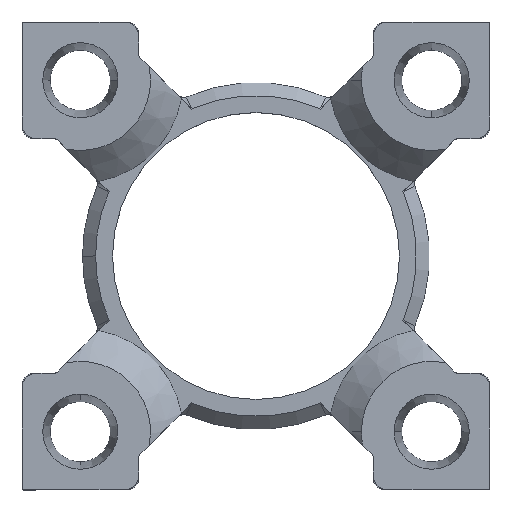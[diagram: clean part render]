
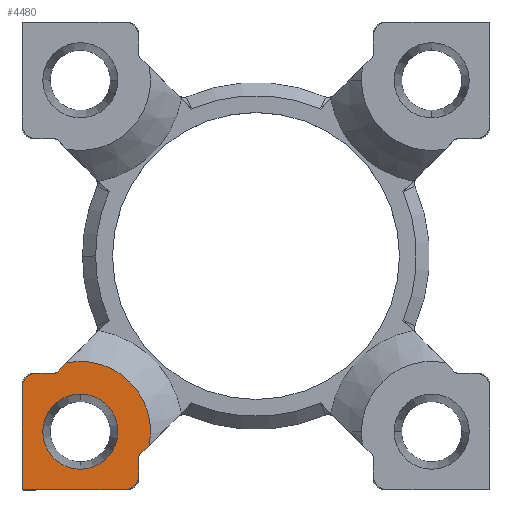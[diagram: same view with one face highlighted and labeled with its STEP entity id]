
A CAD part, top view. The second image highlights one B-rep face of the part: STEP entity #4480.
In plain terms, the highlighted planar face has unit normal (0, 0, 1).
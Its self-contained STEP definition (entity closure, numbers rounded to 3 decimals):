
#11 = VERTEX_POINT ( 'NONE', #1013 ) ;
#61 = CARTESIAN_POINT ( 'NONE',  ( -8.903, -15.231, 5.318 ) ) ;
#115 = EDGE_CURVE ( 'NONE', #4141, #1265, #467, .T. ) ;
#150 = CARTESIAN_POINT ( 'NONE',  ( -3.164, 3.164, 5.318 ) ) ;
#265 = ORIENTED_EDGE ( 'NONE', *, *, #3705, .T. ) ;
#319 = PLANE ( 'NONE',  #3819 ) ;
#323 = DIRECTION ( 'NONE',  ( 0., 1., 0. ) ) ;
#334 = CARTESIAN_POINT ( 'NONE',  ( -17.937, -17.81, 5.318 ) ) ;
#390 = CARTESIAN_POINT ( 'NONE',  ( -10.114, -16.81, 5.318 ) ) ;
#435 = LINE ( 'NONE', #150, #4550 ) ;
#438 = CARTESIAN_POINT ( 'NONE',  ( -10.114, -17.937, 5.318 ) ) ;
#467 = CIRCLE ( 'NONE', #965, 1.127 ) ;
#480 = DIRECTION ( 'NONE',  ( 0.707, 0.707, 0. ) ) ;
#542 = DIRECTION ( 'NONE',  ( 0., 0., -1. ) ) ;
#574 = CARTESIAN_POINT ( 'NONE',  ( 0., -17.937, 5.318 ) ) ;
#597 = VERTEX_POINT ( 'NONE', #768 ) ;
#611 = CARTESIAN_POINT ( 'NONE',  ( -15.435, -8.987, 5.318 ) ) ;
#620 = DIRECTION ( 'NONE',  ( 0., 0., 1. ) ) ;
#649 = ORIENTED_EDGE ( 'NONE', *, *, #883, .T. ) ;
#692 = ORIENTED_EDGE ( 'NONE', *, *, #4458, .F. ) ;
#768 = CARTESIAN_POINT ( 'NONE',  ( -14.521, -8.193, 5.318 ) ) ;
#842 = VECTOR ( 'NONE', #2086, 1000. ) ;
#883 = EDGE_CURVE ( 'NONE', #11, #2979, #5153, .T. ) ;
#956 = FACE_BOUND ( 'NONE', #1058, .T. ) ;
#965 = AXIS2_PLACEMENT_3D ( 'NONE', #3897, #4851, #2262 ) ;
#1013 = CARTESIAN_POINT ( 'NONE',  ( -15.231, -8.903, 5.318 ) ) ;
#1014 = ORIENTED_EDGE ( 'NONE', *, *, #115, .T. ) ;
#1028 = ORIENTED_EDGE ( 'NONE', *, *, #2826, .T. ) ;
#1058 = EDGE_LOOP ( 'NONE', ( #4406, #692 ) ) ;
#1092 = CARTESIAN_POINT ( 'NONE',  ( -15.435, -8.7, 5.318 ) ) ;
#1121 = ORIENTED_EDGE ( 'NONE', *, *, #4831, .T. ) ;
#1151 = DIRECTION ( 'NONE',  ( 1., 0., 0. ) ) ;
#1212 = AXIS2_PLACEMENT_3D ( 'NONE', #3918, #1860, #323 ) ;
#1265 = VERTEX_POINT ( 'NONE', #2416 ) ;
#1271 = CIRCLE ( 'NONE', #1212, 0.287 ) ;
#1283 = EDGE_CURVE ( 'NONE', #1312, #2127, #3564, .T. ) ;
#1287 = DIRECTION ( 'NONE',  ( 0., 1., 0. ) ) ;
#1312 = VERTEX_POINT ( 'NONE', #438 ) ;
#1340 = LINE ( 'NONE', #6222, #6421 ) ;
#1408 = CARTESIAN_POINT ( 'NONE',  ( -17.81, -17.937, 5.318 ) ) ;
#1417 = VERTEX_POINT ( 'NONE', #61 ) ;
#1447 = DIRECTION ( 'NONE',  ( 0., 1., 0. ) ) ;
#1516 = VERTEX_POINT ( 'NONE', #3695 ) ;
#1520 = DIRECTION ( 'NONE',  ( 0., 1., 0. ) ) ;
#1860 = DIRECTION ( 'NONE',  ( 0., 0., -1. ) ) ;
#1869 = CARTESIAN_POINT ( 'NONE',  ( -13.47, -10.589, 5.318 ) ) ;
#1950 = AXIS2_PLACEMENT_3D ( 'NONE', #5738, #620, #2676 ) ;
#2086 = DIRECTION ( 'NONE',  ( 0., -1., 0. ) ) ;
#2103 = VECTOR ( 'NONE', #1151, 1000. ) ;
#2127 = VERTEX_POINT ( 'NONE', #3140 ) ;
#2262 = DIRECTION ( 'NONE',  ( 0., 1., 0. ) ) ;
#2330 = CARTESIAN_POINT ( 'NONE',  ( -13.47, -13.47, 5.318 ) ) ;
#2416 = CARTESIAN_POINT ( 'NONE',  ( -17.937, -10.114, 5.318 ) ) ;
#2425 = ORIENTED_EDGE ( 'NONE', *, *, #5635, .T. ) ;
#2441 = ORIENTED_EDGE ( 'NONE', *, *, #5876, .T. ) ;
#2466 = DIRECTION ( 'NONE',  ( 0., 0., 1. ) ) ;
#2547 = EDGE_CURVE ( 'NONE', #3245, #6174, #3107, .T. ) ;
#2620 = ORIENTED_EDGE ( 'NONE', *, *, #6314, .T. ) ;
#2676 = DIRECTION ( 'NONE',  ( 0., 1., 0. ) ) ;
#2763 = VERTEX_POINT ( 'NONE', #1408 ) ;
#2824 = CARTESIAN_POINT ( 'NONE',  ( -8.987, -15.435, 5.318 ) ) ;
#2826 = EDGE_CURVE ( 'NONE', #3880, #2763, #3258, .T. ) ;
#2828 = CARTESIAN_POINT ( 'NONE',  ( -8.987, 0., 5.318 ) ) ;
#2878 = LINE ( 'NONE', #5195, #842 ) ;
#2979 = VERTEX_POINT ( 'NONE', #611 ) ;
#3098 = CARTESIAN_POINT ( 'NONE',  ( -17.81, -17.81, 5.318 ) ) ;
#3107 = CIRCLE ( 'NONE', #4760, 2.881 ) ;
#3116 = EDGE_CURVE ( 'NONE', #11, #597, #435, .T. ) ;
#3140 = CARTESIAN_POINT ( 'NONE',  ( -8.987, -16.81, 5.318 ) ) ;
#3245 = VERTEX_POINT ( 'NONE', #1869 ) ;
#3250 = VECTOR ( 'NONE', #1287, 1000. ) ;
#3258 = CIRCLE ( 'NONE', #4489, 0.127 ) ;
#3275 = FACE_OUTER_BOUND ( 'NONE', #3563, .T. ) ;
#3449 = CIRCLE ( 'NONE', #5687, 5.381 ) ;
#3457 = EDGE_CURVE ( 'NONE', #1417, #1516, #4715, .T. ) ;
#3558 = CARTESIAN_POINT ( 'NONE',  ( -13.47, -16.352, 5.318 ) ) ;
#3563 = EDGE_LOOP ( 'NONE', ( #1121, #6695, #5209, #6178, #649, #2425, #1014, #2441, #1028, #2620, #4642, #265 ) ) ;
#3564 = CIRCLE ( 'NONE', #5088, 1.127 ) ;
#3588 = DIRECTION ( 'NONE',  ( -1., 0., 0. ) ) ;
#3695 = CARTESIAN_POINT ( 'NONE',  ( -8.193, -14.521, 5.318 ) ) ;
#3705 = EDGE_CURVE ( 'NONE', #2127, #6505, #5528, .T. ) ;
#3819 = AXIS2_PLACEMENT_3D ( 'NONE', #4430, #6423, #6461 ) ;
#3854 = DIRECTION ( 'NONE',  ( 0., 1., 0. ) ) ;
#3880 = VERTEX_POINT ( 'NONE', #334 ) ;
#3897 = CARTESIAN_POINT ( 'NONE',  ( -16.81, -10.114, 5.318 ) ) ;
#3918 = CARTESIAN_POINT ( 'NONE',  ( -8.699, -15.435, 5.318 ) ) ;
#4035 = EDGE_CURVE ( 'NONE', #1516, #597, #3449, .T. ) ;
#4141 = VERTEX_POINT ( 'NONE', #6538 ) ;
#4156 = CARTESIAN_POINT ( 'NONE',  ( -8.903, -15.231, 5.318 ) ) ;
#4406 = ORIENTED_EDGE ( 'NONE', *, *, #2547, .F. ) ;
#4424 = DIRECTION ( 'NONE',  ( 0.707, 0.707, 0. ) ) ;
#4430 = CARTESIAN_POINT ( 'NONE',  ( 0., 0., 5.318 ) ) ;
#4458 = EDGE_CURVE ( 'NONE', #6174, #3245, #6134, .T. ) ;
#4480 = ADVANCED_FACE ( 'NONE', ( #3275, #956 ), #319, .T. ) ;
#4489 = AXIS2_PLACEMENT_3D ( 'NONE', #3098, #4605, #1520 ) ;
#4550 = VECTOR ( 'NONE', #4424, 1000. ) ;
#4605 = DIRECTION ( 'NONE',  ( 0., 0., 1. ) ) ;
#4642 = ORIENTED_EDGE ( 'NONE', *, *, #1283, .T. ) ;
#4680 = DIRECTION ( 'NONE',  ( 0., 1., 0. ) ) ;
#4715 = LINE ( 'NONE', #4156, #6412 ) ;
#4730 = AXIS2_PLACEMENT_3D ( 'NONE', #1092, #542, #4680 ) ;
#4760 = AXIS2_PLACEMENT_3D ( 'NONE', #2330, #4956, #3854 ) ;
#4831 = EDGE_CURVE ( 'NONE', #6505, #1417, #1271, .T. ) ;
#4851 = DIRECTION ( 'NONE',  ( 0., 0., 1. ) ) ;
#4956 = DIRECTION ( 'NONE',  ( 0., 0., 1. ) ) ;
#5088 = AXIS2_PLACEMENT_3D ( 'NONE', #390, #2466, #1447 ) ;
#5153 = CIRCLE ( 'NONE', #4730, 0.287 ) ;
#5160 = DIRECTION ( 'NONE',  ( 1., 0., 0. ) ) ;
#5195 = CARTESIAN_POINT ( 'NONE',  ( -17.937, 0., 5.318 ) ) ;
#5209 = ORIENTED_EDGE ( 'NONE', *, *, #4035, .T. ) ;
#5528 = LINE ( 'NONE', #2828, #3250 ) ;
#5601 = LINE ( 'NONE', #574, #2103 ) ;
#5635 = EDGE_CURVE ( 'NONE', #2979, #4141, #1340, .T. ) ;
#5687 = AXIS2_PLACEMENT_3D ( 'NONE', #6708, #6693, #5160 ) ;
#5738 = CARTESIAN_POINT ( 'NONE',  ( -13.47, -13.47, 5.318 ) ) ;
#5876 = EDGE_CURVE ( 'NONE', #1265, #3880, #2878, .T. ) ;
#6134 = CIRCLE ( 'NONE', #1950, 2.881 ) ;
#6174 = VERTEX_POINT ( 'NONE', #3558 ) ;
#6178 = ORIENTED_EDGE ( 'NONE', *, *, #3116, .F. ) ;
#6222 = CARTESIAN_POINT ( 'NONE',  ( 0., -8.987, 5.318 ) ) ;
#6314 = EDGE_CURVE ( 'NONE', #2763, #1312, #5601, .T. ) ;
#6412 = VECTOR ( 'NONE', #480, 1000. ) ;
#6421 = VECTOR ( 'NONE', #3588, 1000. ) ;
#6423 = DIRECTION ( 'NONE',  ( 0., 0., 1. ) ) ;
#6461 = DIRECTION ( 'NONE',  ( 0., 1., 0. ) ) ;
#6505 = VERTEX_POINT ( 'NONE', #2824 ) ;
#6538 = CARTESIAN_POINT ( 'NONE',  ( -16.81, -8.987, 5.318 ) ) ;
#6693 = DIRECTION ( 'NONE',  ( 0., 0., 1. ) ) ;
#6695 = ORIENTED_EDGE ( 'NONE', *, *, #3457, .T. ) ;
#6708 = CARTESIAN_POINT ( 'NONE',  ( -13.47, -13.47, 5.318 ) ) ;
